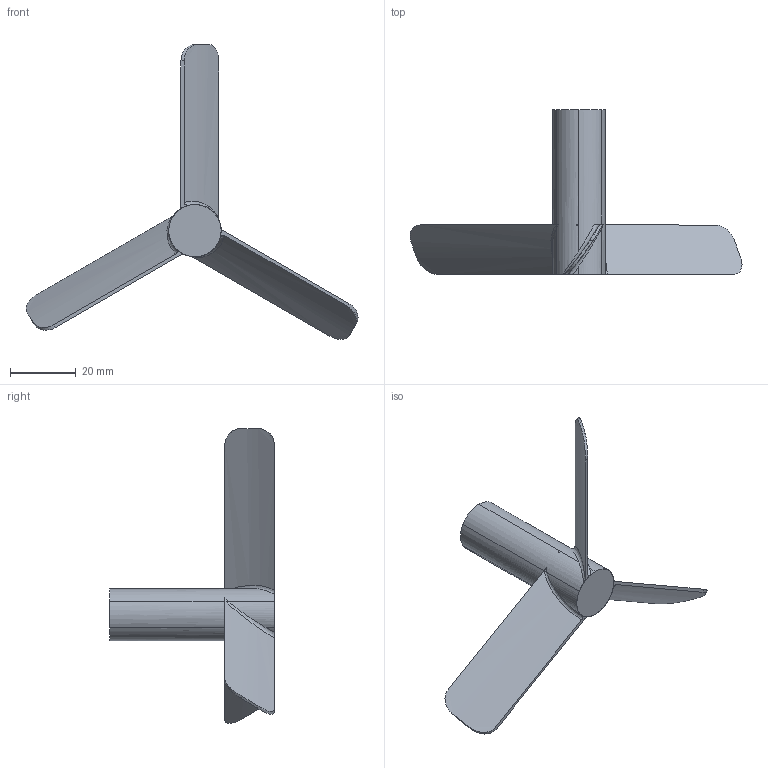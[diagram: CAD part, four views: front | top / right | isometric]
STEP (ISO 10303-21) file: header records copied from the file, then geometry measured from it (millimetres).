
FILE_DESCRIPTION (( 'STEP AP203' ), '1' );
FILE_NAME ('Blade.STEP', '2025-11-23T22:43:20', ( '' ), ( '' ), 'SwSTEP 2.0', 'SolidWorks 2025', '' );
FILE_SCHEMA (( 'CONFIG_CONTROL_DESIGN' ));
Length unit declared in the file: metre
Products named in the file (1): Blade
Bounding box: 100.85 x 50 x 89.59 mm (x, y, z)
Volume: 30921.1 mm3; surface area: 15624.3 mm2
Topology: 3 solids, 3 shells, 63 faces, 153 edges, 102 vertices
Faces by surface type: cylinder 33, plane 24, bspline 6
Entity records: 2699 total; most frequent: CARTESIAN_POINT 1204, ORIENTED_EDGE 306, DIRECTION 272, EDGE_CURVE 153, AXIS2_PLACEMENT_3D 106, VERTEX_POINT 102, EDGE_LOOP 69, ADVANCED_FACE 63
